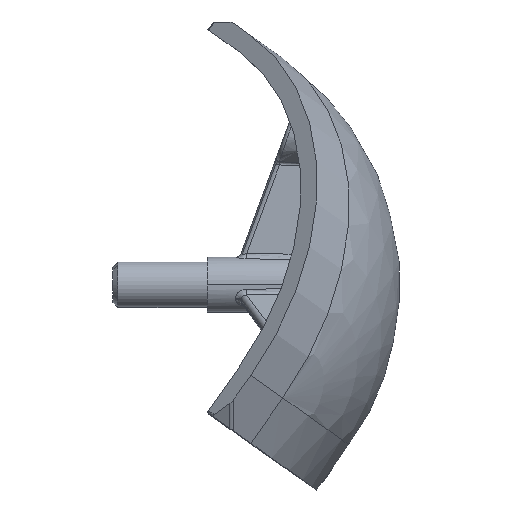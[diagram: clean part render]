
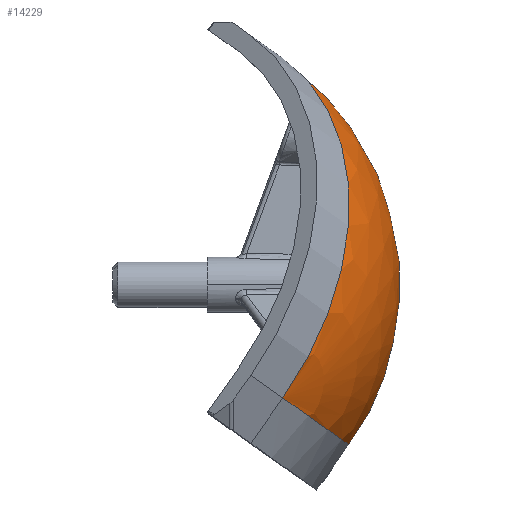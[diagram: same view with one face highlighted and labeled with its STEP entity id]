
A CAD part, top view. The second image highlights one B-rep face of the part: STEP entity #14229.
In plain terms, the highlighted spherical face has radius 25 mm.
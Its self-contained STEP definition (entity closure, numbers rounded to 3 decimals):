
#419 = SPHERICAL_SURFACE ( 'NONE', #2089, 25. ) ;
#581 = DIRECTION ( 'NONE',  ( 0.577, -0.408, -0.707 ) ) ;
#734 = DIRECTION ( 'NONE',  ( -0.577, 0.408, 0.707 ) ) ;
#771 = FACE_OUTER_BOUND ( 'NONE', #11824, .T. ) ;
#809 = AXIS2_PLACEMENT_3D ( 'NONE', #9783, #2873, #10943 ) ;
#2089 = AXIS2_PLACEMENT_3D ( 'NONE', #7469, #12039, #581 ) ;
#2444 = VERTEX_POINT ( 'NONE', #10776 ) ;
#2873 = DIRECTION ( 'NONE',  ( -0.577, -0.816, 0. ) ) ;
#3125 = EDGE_CURVE ( 'NONE', #2444, #6712, #11508, .T. ) ;
#3983 = DIRECTION ( 'NONE',  ( 0.577, -0.408, 0.707 ) ) ;
#5868 = AXIS2_PLACEMENT_3D ( 'NONE', #7635, #734, #8773 ) ;
#5898 = CARTESIAN_POINT ( 'NONE',  ( 14.434, 20.412, 0. ) ) ;
#6712 = VERTEX_POINT ( 'NONE', #8277 ) ;
#7322 = ORIENTED_EDGE ( 'NONE', *, *, #3125, .F. ) ;
#7469 = CARTESIAN_POINT ( 'NONE',  ( 0., 0., 0. ) ) ;
#7635 = CARTESIAN_POINT ( 'NONE',  ( 0., 0., 0. ) ) ;
#7892 = ORIENTED_EDGE ( 'NONE', *, *, #12597, .T. ) ;
#8277 = CARTESIAN_POINT ( 'NONE',  ( 14.434, -10.206, 17.678 ) ) ;
#8381 = ORIENTED_EDGE ( 'NONE', *, *, #8640, .F. ) ;
#8640 = EDGE_CURVE ( 'NONE', #6712, #13297, #10948, .T. ) ;
#8773 = DIRECTION ( 'NONE',  ( 0.577, -0.408, 0.707 ) ) ;
#9783 = CARTESIAN_POINT ( 'NONE',  ( 0., 0., 0. ) ) ;
#10745 = CIRCLE ( 'NONE', #11612, 25. ) ;
#10776 = CARTESIAN_POINT ( 'NONE',  ( 14.434, -10.206, -17.678 ) ) ;
#10898 = CARTESIAN_POINT ( 'NONE',  ( 0., 0., 0. ) ) ;
#10943 = DIRECTION ( 'NONE',  ( 0.577, -0.408, -0.707 ) ) ;
#10948 = CIRCLE ( 'NONE', #5868, 25. ) ;
#11508 = CIRCLE ( 'NONE', #809, 25. ) ;
#11612 = AXIS2_PLACEMENT_3D ( 'NONE', #10898, #3983, #12050 ) ;
#11824 = EDGE_LOOP ( 'NONE', ( #8381, #7322, #7892 ) ) ;
#12039 = DIRECTION ( 'NONE',  ( 0.577, -0.408, 0.707 ) ) ;
#12050 = DIRECTION ( 'NONE',  ( 0.577, -0.408, -0.707 ) ) ;
#12597 = EDGE_CURVE ( 'NONE', #2444, #13297, #10745, .T. ) ;
#13297 = VERTEX_POINT ( 'NONE', #5898 ) ;
#14229 = ADVANCED_FACE ( 'NONE', ( #771 ), #419, .T. ) ;
